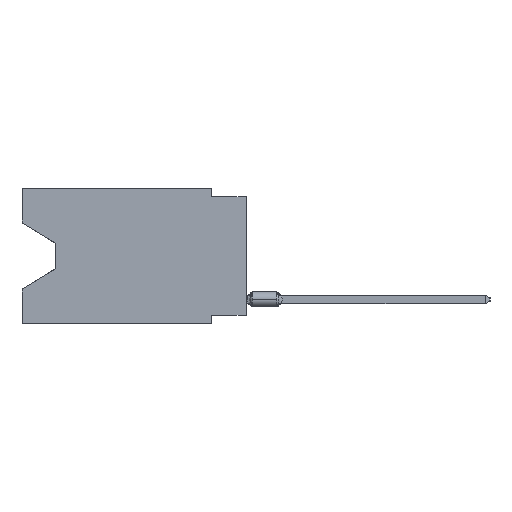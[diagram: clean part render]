
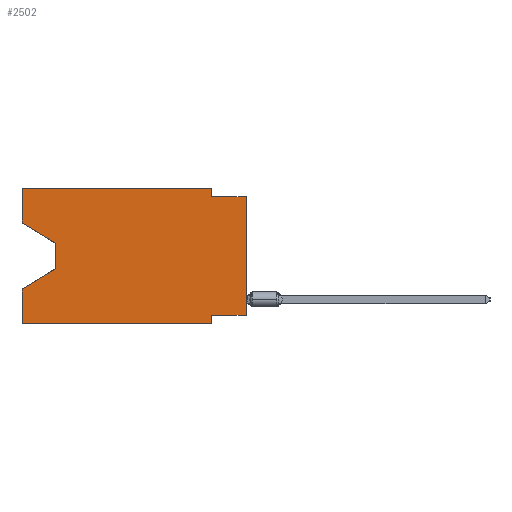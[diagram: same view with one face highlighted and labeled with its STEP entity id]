
A CAD part, left-side view. The second image highlights one B-rep face of the part: STEP entity #2502.
In plain terms, the highlighted planar face has unit normal (-1, 0, 0).
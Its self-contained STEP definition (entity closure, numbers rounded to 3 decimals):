
#62 = LINE ( 'NONE', #37473, #40100 ) ;
#440 = VERTEX_POINT ( 'NONE', #8446 ) ;
#812 = CARTESIAN_POINT ( 'NONE',  ( 0., 13.97, -5.893 ) ) ;
#1387 = DIRECTION ( 'NONE',  ( 0., -1., 0. ) ) ;
#2467 = CARTESIAN_POINT ( 'NONE',  ( 0., 2.54, -9.906 ) ) ;
#2502 = ADVANCED_FACE ( 'NONE', ( #26738 ), #20881, .F. ) ;
#2591 = CARTESIAN_POINT ( 'NONE',  ( 0., 16.383, -2.546 ) ) ;
#2722 = ORIENTED_EDGE ( 'NONE', *, *, #40427, .T. ) ;
#2914 = CARTESIAN_POINT ( 'NONE',  ( 0., 0., -9.271 ) ) ;
#3022 = CARTESIAN_POINT ( 'NONE',  ( 0., 2.54, -9.906 ) ) ;
#3316 = DIRECTION ( 'NONE',  ( 0., 0., -1. ) ) ;
#3340 = CARTESIAN_POINT ( 'NONE',  ( 0., 16.383, -9.906 ) ) ;
#3615 = VERTEX_POINT ( 'NONE', #25081 ) ;
#3618 = DIRECTION ( 'NONE',  ( 1., 0., 0. ) ) ;
#4674 = ORIENTED_EDGE ( 'NONE', *, *, #28756, .F. ) ;
#5018 = ORIENTED_EDGE ( 'NONE', *, *, #10631, .T. ) ;
#5348 = LINE ( 'NONE', #42986, #43757 ) ;
#5420 = VECTOR ( 'NONE', #17678, 1000. ) ;
#5522 = DIRECTION ( 'NONE',  ( 0., 0., 1. ) ) ;
#5892 = ORIENTED_EDGE ( 'NONE', *, *, #6708, .F. ) ;
#6321 = DIRECTION ( 'NONE',  ( 0., 0., -1. ) ) ;
#6323 = VERTEX_POINT ( 'NONE', #812 ) ;
#6708 = EDGE_CURVE ( 'NONE', #21354, #9257, #5348, .T. ) ;
#7254 = EDGE_CURVE ( 'NONE', #30266, #20464, #11683, .T. ) ;
#7408 = VERTEX_POINT ( 'NONE', #40121 ) ;
#7838 = LINE ( 'NONE', #22396, #21692 ) ;
#7912 = DIRECTION ( 'NONE',  ( 0., 0., -1. ) ) ;
#8073 = ORIENTED_EDGE ( 'NONE', *, *, #41892, .F. ) ;
#8446 = CARTESIAN_POINT ( 'NONE',  ( 0., 2.54, -9.271 ) ) ;
#9257 = VERTEX_POINT ( 'NONE', #21647 ) ;
#9523 = VERTEX_POINT ( 'NONE', #40425 ) ;
#9551 = VERTEX_POINT ( 'NONE', #3022 ) ;
#10229 = ORIENTED_EDGE ( 'NONE', *, *, #7254, .T. ) ;
#10334 = CARTESIAN_POINT ( 'NONE',  ( 0., 16.383, -9.906 ) ) ;
#10345 = VECTOR ( 'NONE', #22448, 1000. ) ;
#10565 = AXIS2_PLACEMENT_3D ( 'NONE', #16851, #3618, #6321 ) ;
#10631 = EDGE_CURVE ( 'NONE', #20464, #6323, #24728, .T. ) ;
#11210 = ORIENTED_EDGE ( 'NONE', *, *, #35126, .T. ) ;
#11498 = EDGE_CURVE ( 'NONE', #30266, #7408, #14549, .T. ) ;
#11683 = LINE ( 'NONE', #31846, #30199 ) ;
#12470 = ORIENTED_EDGE ( 'NONE', *, *, #20261, .F. ) ;
#12770 = CARTESIAN_POINT ( 'NONE',  ( 0., 0., -0.635 ) ) ;
#13226 = VERTEX_POINT ( 'NONE', #2914 ) ;
#13418 = LINE ( 'NONE', #23715, #32066 ) ;
#14317 = VECTOR ( 'NONE', #1387, 1000. ) ;
#14399 = LINE ( 'NONE', #35221, #14317 ) ;
#14549 = LINE ( 'NONE', #24625, #17548 ) ;
#15277 = VECTOR ( 'NONE', #23557, 1000. ) ;
#16364 = DIRECTION ( 'NONE',  ( 0., 0., -1. ) ) ;
#16851 = CARTESIAN_POINT ( 'NONE',  ( 0., 16.383, 0. ) ) ;
#17548 = VECTOR ( 'NONE', #5522, 1000. ) ;
#17678 = DIRECTION ( 'NONE',  ( 0., -1., 0. ) ) ;
#20093 = ORIENTED_EDGE ( 'NONE', *, *, #35275, .F. ) ;
#20251 = DIRECTION ( 'NONE',  ( 0., 0., 1. ) ) ;
#20261 = EDGE_CURVE ( 'NONE', #7408, #3615, #7838, .T. ) ;
#20377 = LINE ( 'NONE', #3340, #5420 ) ;
#20464 = VERTEX_POINT ( 'NONE', #44104 ) ;
#20881 = PLANE ( 'NONE',  #10565 ) ;
#21354 = VERTEX_POINT ( 'NONE', #10334 ) ;
#21647 = CARTESIAN_POINT ( 'NONE',  ( 0., 16.383, -7.36 ) ) ;
#21692 = VECTOR ( 'NONE', #35173, 1000. ) ;
#21750 = EDGE_CURVE ( 'NONE', #21354, #9551, #20377, .T. ) ;
#21982 = DIRECTION ( 'NONE',  ( 0., -0.855, -0.519 ) ) ;
#22396 = CARTESIAN_POINT ( 'NONE',  ( 0., 16.383, 0. ) ) ;
#22448 = DIRECTION ( 'NONE',  ( 0., 1., 0. ) ) ;
#23052 = DIRECTION ( 'NONE',  ( 0., 0., 1. ) ) ;
#23557 = DIRECTION ( 'NONE',  ( 0., 0.855, -0.519 ) ) ;
#23715 = CARTESIAN_POINT ( 'NONE',  ( 0., 2.54, 0. ) ) ;
#24426 = LINE ( 'NONE', #27354, #15277 ) ;
#24625 = CARTESIAN_POINT ( 'NONE',  ( 0., 16.383, 0. ) ) ;
#24728 = LINE ( 'NONE', #39038, #43145 ) ;
#25081 = CARTESIAN_POINT ( 'NONE',  ( 0., 2.54, 0. ) ) ;
#26738 = FACE_OUTER_BOUND ( 'NONE', #30788, .T. ) ;
#27354 = CARTESIAN_POINT ( 'NONE',  ( 0., 13.97, -5.893 ) ) ;
#28756 = EDGE_CURVE ( 'NONE', #3615, #9523, #13418, .T. ) ;
#28869 = VERTEX_POINT ( 'NONE', #12770 ) ;
#30199 = VECTOR ( 'NONE', #21982, 1000. ) ;
#30266 = VERTEX_POINT ( 'NONE', #2591 ) ;
#30788 = EDGE_LOOP ( 'NONE', ( #10229, #5018, #2722, #5892, #36753, #8073, #31717, #11210, #20093, #4674, #12470, #34621 ) ) ;
#31717 = ORIENTED_EDGE ( 'NONE', *, *, #40237, .F. ) ;
#31846 = CARTESIAN_POINT ( 'NONE',  ( 0., 16.383, -2.546 ) ) ;
#32066 = VECTOR ( 'NONE', #3316, 1000. ) ;
#34621 = ORIENTED_EDGE ( 'NONE', *, *, #11498, .F. ) ;
#35126 = EDGE_CURVE ( 'NONE', #13226, #28869, #62, .T. ) ;
#35173 = DIRECTION ( 'NONE',  ( 0., -1., 0. ) ) ;
#35221 = CARTESIAN_POINT ( 'NONE',  ( 0., 0., -0.635 ) ) ;
#35275 = EDGE_CURVE ( 'NONE', #9523, #28869, #14399, .T. ) ;
#36324 = CARTESIAN_POINT ( 'NONE',  ( 0., 0., -9.271 ) ) ;
#36753 = ORIENTED_EDGE ( 'NONE', *, *, #21750, .T. ) ;
#36941 = LINE ( 'NONE', #2467, #40391 ) ;
#37473 = CARTESIAN_POINT ( 'NONE',  ( 0., 0., 0. ) ) ;
#39038 = CARTESIAN_POINT ( 'NONE',  ( 0., 13.97, -4.013 ) ) ;
#40100 = VECTOR ( 'NONE', #20251, 1000. ) ;
#40121 = CARTESIAN_POINT ( 'NONE',  ( 0., 16.383, 0. ) ) ;
#40237 = EDGE_CURVE ( 'NONE', #13226, #440, #43941, .T. ) ;
#40391 = VECTOR ( 'NONE', #16364, 1000. ) ;
#40425 = CARTESIAN_POINT ( 'NONE',  ( 0., 2.54, -0.635 ) ) ;
#40427 = EDGE_CURVE ( 'NONE', #6323, #9257, #24426, .T. ) ;
#41892 = EDGE_CURVE ( 'NONE', #440, #9551, #36941, .T. ) ;
#42986 = CARTESIAN_POINT ( 'NONE',  ( 0., 16.383, 0. ) ) ;
#43145 = VECTOR ( 'NONE', #7912, 1000. ) ;
#43757 = VECTOR ( 'NONE', #23052, 1000. ) ;
#43941 = LINE ( 'NONE', #36324, #10345 ) ;
#44104 = CARTESIAN_POINT ( 'NONE',  ( 0., 13.97, -4.013 ) ) ;
